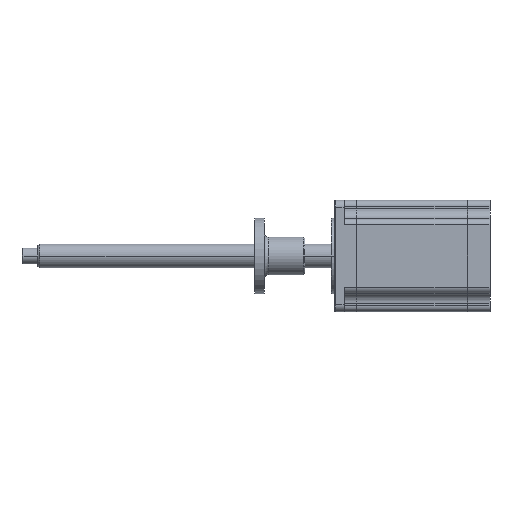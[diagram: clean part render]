
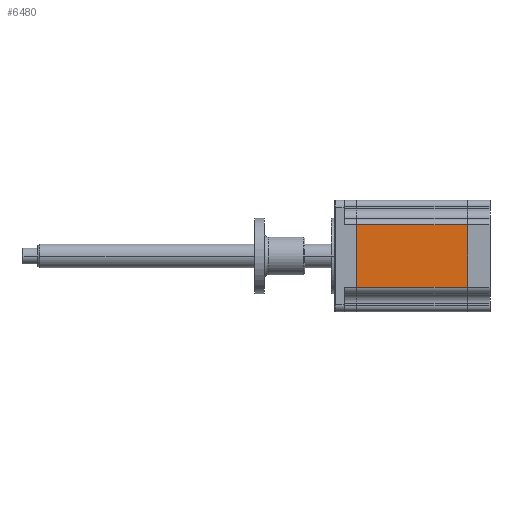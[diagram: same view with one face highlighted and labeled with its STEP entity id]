
A CAD part, left-side view. The second image highlights one B-rep face of the part: STEP entity #6480.
In plain terms, the highlighted planar face has unit normal (-1, 0, 0).
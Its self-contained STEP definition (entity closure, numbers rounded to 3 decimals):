
#157 = EDGE_CURVE ( 'NONE', #4166, #11633, #5632, .T. ) ;
#225 = EDGE_CURVE ( 'NONE', #1001, #11633, #4997, .T. ) ;
#251 = DIRECTION ( 'NONE',  ( 0., 0., 1. ) ) ;
#370 = VERTEX_POINT ( 'NONE', #3621 ) ;
#450 = CARTESIAN_POINT ( 'NONE',  ( -45.393, -46.001, 17.55 ) ) ;
#777 = CARTESIAN_POINT ( 'NONE',  ( -45.393, -46.001, 17.55 ) ) ;
#1001 = VERTEX_POINT ( 'NONE', #9422 ) ;
#1301 = AXIS2_PLACEMENT_3D ( 'NONE', #12522, #6420, #251 ) ;
#2363 = ORIENTED_EDGE ( 'NONE', *, *, #157, .F. ) ;
#3248 = ORIENTED_EDGE ( 'NONE', *, *, #6118, .T. ) ;
#3268 = FACE_OUTER_BOUND ( 'NONE', #10657, .T. ) ;
#3427 = VECTOR ( 'NONE', #7965, 1000. ) ;
#3621 = CARTESIAN_POINT ( 'NONE',  ( -45.393, -46.001, 49.15 ) ) ;
#3763 = LINE ( 'NONE', #4702, #11620 ) ;
#3951 = ORIENTED_EDGE ( 'NONE', *, *, #225, .T. ) ;
#4166 = VERTEX_POINT ( 'NONE', #450 ) ;
#4603 = CARTESIAN_POINT ( 'NONE',  ( -45.393, -46.001, 17.55 ) ) ;
#4702 = CARTESIAN_POINT ( 'NONE',  ( -45.393, -46.001, 49.15 ) ) ;
#4997 = LINE ( 'NONE', #12877, #10444 ) ;
#5632 = LINE ( 'NONE', #4603, #11085 ) ;
#6118 = EDGE_CURVE ( 'NONE', #370, #1001, #3763, .T. ) ;
#6163 = LINE ( 'NONE', #777, #3427 ) ;
#6195 = EDGE_CURVE ( 'NONE', #370, #4166, #6163, .T. ) ;
#6420 = DIRECTION ( 'NONE',  ( 1., 0., 0. ) ) ;
#6480 = ADVANCED_FACE ( 'NONE', ( #3268 ), #12569, .F. ) ;
#6955 = CARTESIAN_POINT ( 'NONE',  ( -45.393, 9.999, 17.55 ) ) ;
#7772 = DIRECTION ( 'NONE',  ( 0., 0., -1. ) ) ;
#7965 = DIRECTION ( 'NONE',  ( 0., 0., -1. ) ) ;
#9422 = CARTESIAN_POINT ( 'NONE',  ( -45.393, 9.999, 49.15 ) ) ;
#9705 = DIRECTION ( 'NONE',  ( 0., 1., 0. ) ) ;
#9816 = DIRECTION ( 'NONE',  ( 0., 1., 0. ) ) ;
#10444 = VECTOR ( 'NONE', #7772, 1000. ) ;
#10657 = EDGE_LOOP ( 'NONE', ( #3951, #2363, #12725, #3248 ) ) ;
#11085 = VECTOR ( 'NONE', #9705, 1000. ) ;
#11620 = VECTOR ( 'NONE', #9816, 1000. ) ;
#11633 = VERTEX_POINT ( 'NONE', #6955 ) ;
#12522 = CARTESIAN_POINT ( 'NONE',  ( -45.393, -46.001, 17.55 ) ) ;
#12569 = PLANE ( 'NONE',  #1301 ) ;
#12725 = ORIENTED_EDGE ( 'NONE', *, *, #6195, .F. ) ;
#12877 = CARTESIAN_POINT ( 'NONE',  ( -45.393, 9.999, 17.55 ) ) ;
